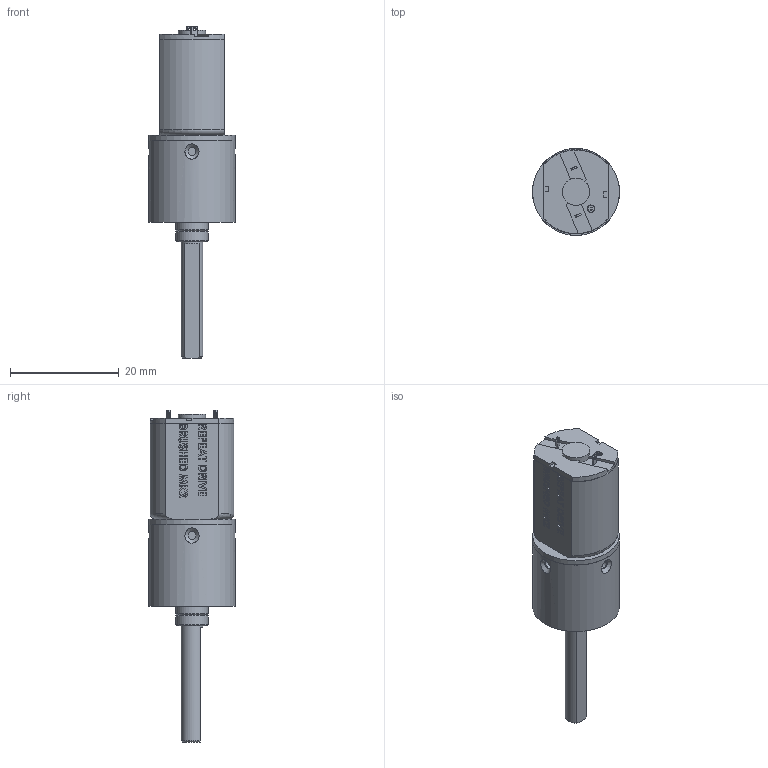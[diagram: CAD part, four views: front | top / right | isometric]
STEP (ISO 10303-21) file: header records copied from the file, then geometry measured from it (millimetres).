
FILE_DESCRIPTION(/* description */ ('STEP AP203'),/* implementation_level */ '2;1');
FILE_NAME(/* name */ 'RepeatDriveBrushedMk2 - 4mm.iam.step',/* time_stamp */ '2024-02-27T11:33:12-06:00',/* author */ (''),/* organization */ (''),/* preprocessor_version */ 'ST-DEVELOPER v18',/* originating_system */ 'Autodesk Inventor 2020',/* authorisation */ '');
FILE_SCHEMA (('AUTOMOTIVE_DESIGN { 1 0 10303 214 3 1 1 }'));
Products named in the file (9): RepeatDriveBrushedMk2 - 4mm; GMP16T-030PA-22.6 4.0mm_MOTOR(2)^GMP16T-030PA-22.6 4.0mm_MOTOR; 45T______15_M0.3X45^GMP16T-030PA-22.6 4.0mm_MOTOR(2)_GMP16T-030PA-22.
6 4.0mm_MOTOR; 030DIANJI-1^GMP16T-030PA-22.6 4.0mm_MOTOR(2)_GMP16T-030PA-22.6 4.0mm_
MOTOR; 4.7______^GMP16T-030PA-22.6 4.0mm_MOTOR(2)_GMP16T-030PA-22.6 4.0mm_MO
TOR; ________^GMP16T-030PA-22.6 4.0mm_MOTOR(2)_GMP16T-030PA-22.6 4.0mm_MOT
OR; ______^GMP16T-030PA-22.6 4.0mm_MOTOR(2)_GMP16T-030PA-22.6 4.0mm_MOTOR; 22__________8.6^GMP16T-030PA-22.6 4.0mm_MOTOR(2)_GMP16T-030PA-22.6 4.
0mm_MOTOR; ______(____)^GMP16T-030PA-22.6 4.0mm_MOTOR(2)_GMP16T-030PA-22.6 4.0mm
_MOTOR
Assembly tree (8 placements, depth 3):
  RepeatDriveBrushedMk2 - 4mm
    GMP16T-030PA-22.6 4.0mm_MOTOR(2)^GMP16T-030PA-22.6 4.0mm_MOTOR
      45T______15_M0.3X45^GMP16T-030PA-22.6 4.0mm_MOTOR(2)_GMP16T-030PA-22.
6 4.0mm_MOTOR
      030DIANJI-1^GMP16T-030PA-22.6 4.0mm_MOTOR(2)_GMP16T-030PA-22.6 4.0mm_
MOTOR
      4.7______^GMP16T-030PA-22.6 4.0mm_MOTOR(2)_GMP16T-030PA-22.6 4.0mm_MO
TOR
      ________^GMP16T-030PA-22.6 4.0mm_MOTOR(2)_GMP16T-030PA-22.6 4.0mm_MOT
OR
      ______^GMP16T-030PA-22.6 4.0mm_MOTOR(2)_GMP16T-030PA-22.6 4.0mm_MOTOR
      22__________8.6^GMP16T-030PA-22.6 4.0mm_MOTOR(2)_GMP16T-030PA-22.6 4.
0mm_MOTOR
      ______(____)^GMP16T-030PA-22.6 4.0mm_MOTOR(2)_GMP16T-030PA-22.6 4.0mm
_MOTOR
Bounding box: 16 x 16 x 61.1 mm (x, y, z)
Volume: 5421.3 mm3; surface area: 5306.4 mm2
Topology: 7 solids, 7 shells, 1040 faces, 2991 edges, 2023 vertices
Faces by surface type: plane 700, bspline 159, cylinder 143, cone 35, torus 3
Full cylindrical faces by diameter (mm): 0.6 x2, 1.354 x1, 1.5 x5, 1.6 x7, 2 x8, 2.1 x2, 3.7 x2, 4 x4, 4.7 x2, 5 x1, 6 x3, 6.1 x1, 7 x1, 7.2 x1, 12.6 x1, 14.5 x2, 16 x2
Entity records: 56306 total; most frequent: CARTESIAN_POINT 29524, ORIENTED_EDGE 5982, DIRECTION 4884, EDGE_CURVE 2991, VERTEX_POINT 2023, LINE 1684, VECTOR 1684, AXIS2_PLACEMENT_3D 1600
